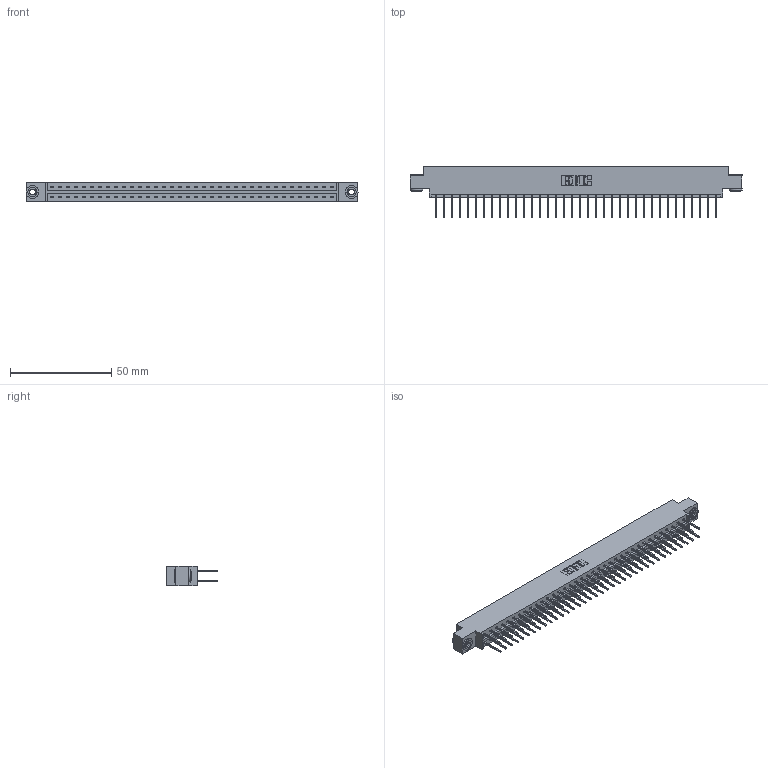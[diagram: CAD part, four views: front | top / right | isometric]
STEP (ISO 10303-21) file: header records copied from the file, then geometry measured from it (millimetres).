
FILE_DESCRIPTION (( 'STEP AP203' ), '1' );
FILE_NAME ('833-072-523-803.STEP', '2020-06-05T13:58:11', ( '' ), ( '' ), 'SwSTEP 2.0', 'SolidWorks 2020', '' );
FILE_SCHEMA (( 'CONFIG_CONTROL_DESIGN' ));
Length unit declared in the file: inch
Products named in the file (4): 345-250-002_345-250-002-102; 345-292-001_345-293-123; 833 Part_Offset - .156 Dia - TH; 833-072-523-803
Assembly tree (75 placements, depth 2):
  833-072-523-803
    833 Part_Offset - .156 Dia - TH
    345-292-001_345-293-123  x72
    345-250-002_345-250-002-102  x2
Bounding box: 164.19 x 25.15 x 9.4 mm (x, y, z)
Volume: 16645.5 mm3; surface area: 20754.8 mm2
Topology: 75 solids, 75 shells, 3900 faces, 11559 edges, 7606 vertices
Faces by surface type: plane 2676, cylinder 1216, cone 8
Entity records: 24736 total; most frequent: CARTESIAN_POINT 4085, ORIENTED_EDGE 4014, DIRECTION 3533, EDGE_CURVE 2007, LINE 1855, VECTOR 1855, VERTEX_POINT 1334, AXIS2_PLACEMENT_3D 839
